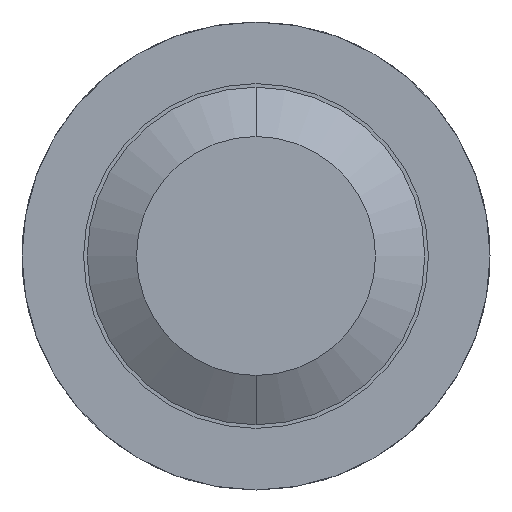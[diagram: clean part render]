
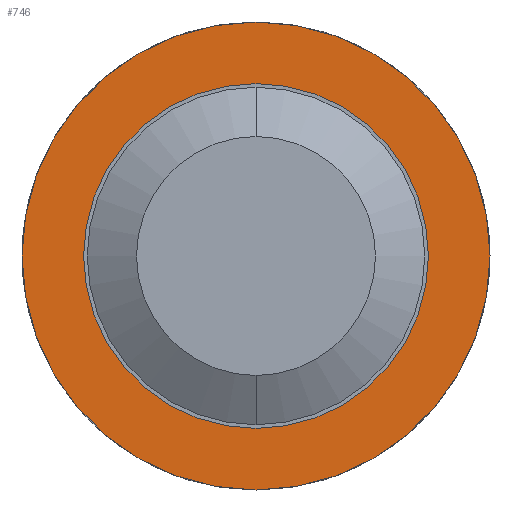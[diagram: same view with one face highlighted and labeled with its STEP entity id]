
A CAD part, front view. The second image highlights one B-rep face of the part: STEP entity #746.
In plain terms, the highlighted planar face has unit normal (0, -1, 0).
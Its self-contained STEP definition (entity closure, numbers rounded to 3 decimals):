
#47 = EDGE_CURVE ( 'Defeature ausgef�hrt2_15+Defeature ausgef�hrt2_16+Defeature ausgef�hrt2_16+Defeature ausgef�hrt2_16', #2598, #831, #2978, .T. ) ;
#230 = EDGE_CURVE ( 'Defeature ausgef�hrt2_15+Defeature ausgef�hrt2_16+Defeature ausgef�hrt2_16+Defeature ausgef�hrt2_16', #831, #2598, #1672, .T. ) ;
#476 = AXIS2_PLACEMENT_3D ( 'NONE', #3068, #528, #2814 ) ;
#506 = ORIENTED_EDGE ( 'NONE', *, *, #230, .F. ) ;
#528 = DIRECTION ( 'NONE',  ( 0., 1., 0. ) ) ;
#597 = CIRCLE ( 'NONE', #2811, 0.685 ) ;
#683 = DIRECTION ( 'NONE',  ( 0., 0., 1. ) ) ;
#746 = ADVANCED_FACE ( 'Defeature ausgef�hrt2_16', ( #1909, #2427 ), #2489, .F. ) ;
#780 = DIRECTION ( 'NONE',  ( 0., 1., 0. ) ) ;
#831 = VERTEX_POINT ( 'NONE', #1736 ) ;
#837 = ORIENTED_EDGE ( 'NONE', *, *, #47, .F. ) ;
#861 = CARTESIAN_POINT ( 'NONE',  ( 0., -2.5, 0. ) ) ;
#882 = EDGE_LOOP ( 'NONE', ( #2734, #3017 ) ) ;
#997 = CARTESIAN_POINT ( 'NONE',  ( 0., -2.5, -0.95 ) ) ;
#1273 = DIRECTION ( 'NONE',  ( 0., 1., 0. ) ) ;
#1345 = EDGE_LOOP ( 'NONE', ( #506, #837 ) ) ;
#1408 = DIRECTION ( 'NONE',  ( 0., 1., 0. ) ) ;
#1482 = CARTESIAN_POINT ( 'NONE',  ( 0., -2.5, 0.685 ) ) ;
#1507 = AXIS2_PLACEMENT_3D ( 'NONE', #861, #1408, #2772 ) ;
#1672 = CIRCLE ( 'NONE', #2211, 0.95 ) ;
#1736 = CARTESIAN_POINT ( 'NONE',  ( 0., -2.5, 0.95 ) ) ;
#1770 = EDGE_CURVE ( 'Defeature ausgef�hrt2_16+Defeature ausgef�hrt2_10+Defeature ausgef�hrt2_10+Defeature ausgef�hrt2_10', #2317, #3344, #597, .T. ) ;
#1909 = FACE_OUTER_BOUND ( 'NONE', #1345, .T. ) ;
#2162 = CIRCLE ( 'NONE', #1507, 0.685 ) ;
#2173 = CARTESIAN_POINT ( 'NONE',  ( 0.95, -2.5, 0. ) ) ;
#2211 = AXIS2_PLACEMENT_3D ( 'NONE', #3270, #1273, #683 ) ;
#2317 = VERTEX_POINT ( 'NONE', #2558 ) ;
#2427 = FACE_BOUND ( 'NONE', #882, .T. ) ;
#2489 = PLANE ( 'NONE',  #3637 ) ;
#2558 = CARTESIAN_POINT ( 'NONE',  ( 0., -2.5, -0.685 ) ) ;
#2598 = VERTEX_POINT ( 'NONE', #997 ) ;
#2674 = DIRECTION ( 'NONE',  ( 0., 1., 0. ) ) ;
#2734 = ORIENTED_EDGE ( 'NONE', *, *, #3545, .T. ) ;
#2772 = DIRECTION ( 'NONE',  ( 0., 0., 1. ) ) ;
#2811 = AXIS2_PLACEMENT_3D ( 'NONE', #3529, #2674, #3027 ) ;
#2814 = DIRECTION ( 'NONE',  ( 0., 0., 1. ) ) ;
#2978 = CIRCLE ( 'NONE', #476, 0.95 ) ;
#3017 = ORIENTED_EDGE ( 'NONE', *, *, #1770, .T. ) ;
#3027 = DIRECTION ( 'NONE',  ( 0., 0., 1. ) ) ;
#3068 = CARTESIAN_POINT ( 'NONE',  ( 0., -2.5, 0. ) ) ;
#3270 = CARTESIAN_POINT ( 'NONE',  ( 0., -2.5, 0. ) ) ;
#3344 = VERTEX_POINT ( 'NONE', #1482 ) ;
#3529 = CARTESIAN_POINT ( 'NONE',  ( 0., -2.5, 0. ) ) ;
#3545 = EDGE_CURVE ( 'Defeature ausgef�hrt2_16+Defeature ausgef�hrt2_10+Defeature ausgef�hrt2_10+Defeature ausgef�hrt2_10', #3344, #2317, #2162, .T. ) ;
#3600 = DIRECTION ( 'NONE',  ( 0., 0., 1. ) ) ;
#3637 = AXIS2_PLACEMENT_3D ( 'NONE', #2173, #780, #3600 ) ;
